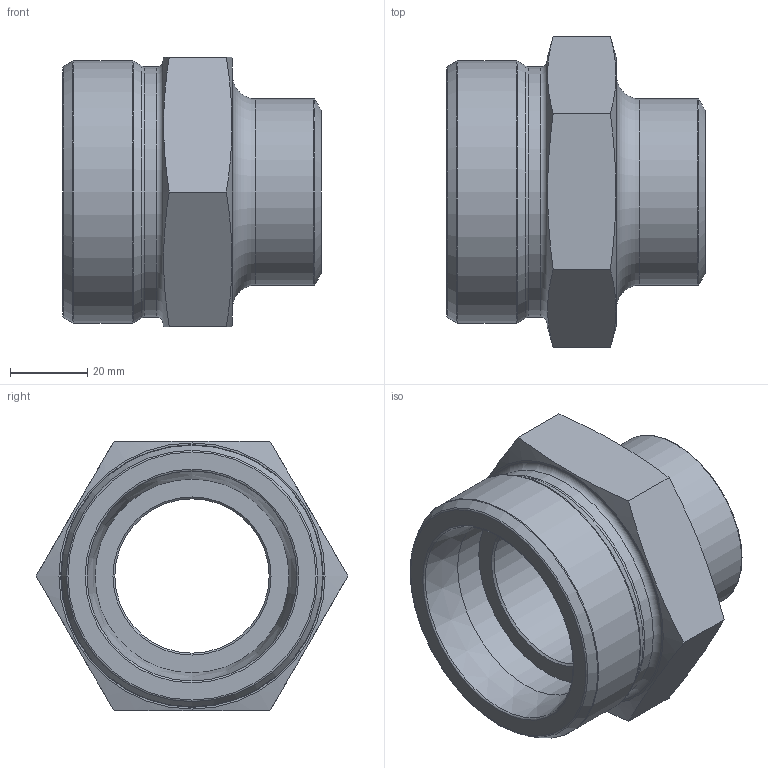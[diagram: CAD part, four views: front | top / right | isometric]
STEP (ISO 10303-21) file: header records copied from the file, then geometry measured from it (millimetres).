
FILE_DESCRIPTION(/* description */ (''),/* implementation_level */ '2;1');
FILE_NAME(/* name */ 'X-GAV50-4834.stp',/* time_stamp */ '2025-01-17T11:01:30+01:00',/* author */ (''),/* organization */ (''),/* preprocessor_version */ 'ST-DEVELOPER v16',/* originating_system */ 'SIEMENS PLM Software NX 10.0',/* authorisation */ '');
FILE_SCHEMA (('CONFIG_CONTROL_DESIGN'));
Length unit declared in the file: millimetre
Products named in the file (1): X-GAV50-4834
Bounding box: 67 x 80.83 x 70 mm (x, y, z)
Volume: 111767 mm3; surface area: 27133.9 mm2
Topology: 1 solids, 1 shells, 33 faces, 73 edges, 45 vertices
Faces by surface type: plane 11, torus 9, cone 8, cylinder 5
Full cylindrical faces by diameter (mm): 40 x1, 48.3 x1, 50.26 x1, 64.9 x1, 68 x1
Entity records: 848 total; most frequent: CARTESIAN_POINT 168, DIRECTION 126, ORIENTED_EDGE 88, EDGE_LOOP 60, AXIS2_PLACEMENT_3D 60, FACE_BOUND 54, EDGE_CURVE 44, VERTEX_POINT 38
